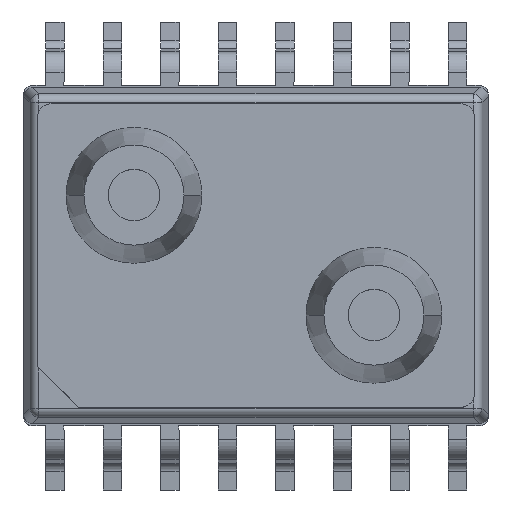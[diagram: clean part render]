
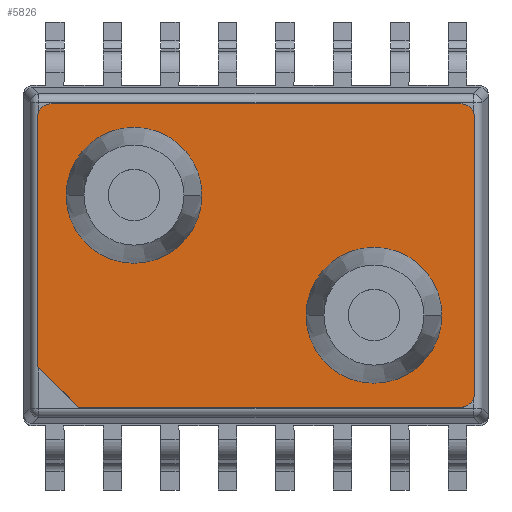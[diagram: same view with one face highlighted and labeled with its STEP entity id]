
A CAD part, top view. The second image highlights one B-rep face of the part: STEP entity #5826.
In plain terms, the highlighted planar face has unit normal (0, 0, 1).
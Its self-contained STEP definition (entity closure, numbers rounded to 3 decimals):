
#743=DIRECTION('',(0.,1.,0.));
#744=VECTOR('',#743,5.5);
#745=CARTESIAN_POINT('',(-4.825,-2.45,-5.));
#746=LINE('',#745,#744);
#759=DIRECTION('',(-1.,0.,0.));
#760=VECTOR('',#759,8.45);
#761=CARTESIAN_POINT('',(4.525,-3.35,-5.));
#762=LINE('',#761,#760);
#873=DIRECTION('',(0.,-1.,0.));
#874=VECTOR('',#873,6.1);
#875=CARTESIAN_POINT('',(4.825,3.05,-5.));
#876=LINE('',#875,#874);
#877=CARTESIAN_POINT('',(4.525,3.05,-5.));
#878=DIRECTION('',(0.,0.,1.));
#879=DIRECTION('',(1.,0.,0.));
#880=AXIS2_PLACEMENT_3D('',#877,#878,#879);
#882=CARTESIAN_POINT('',(4.525,-3.05,-5.));
#883=DIRECTION('',(0.,0.,1.));
#884=DIRECTION('',(0.,-1.,0.));
#885=AXIS2_PLACEMENT_3D('',#882,#883,#884);
#887=DIRECTION('',(0.707,-0.707,0.));
#888=VECTOR('',#887,1.273);
#889=CARTESIAN_POINT('',(-4.825,-2.45,-5.));
#890=LINE('',#889,#888);
#891=CARTESIAN_POINT('',(-4.525,3.05,-5.));
#892=DIRECTION('',(0.,0.,1.));
#893=DIRECTION('',(0.,1.,0.));
#894=AXIS2_PLACEMENT_3D('',#891,#892,#893);
#896=CARTESIAN_POINT('',(2.605,-1.325,-5.));
#897=DIRECTION('',(0.,0.,-1.));
#898=DIRECTION('',(0.,-1.,0.));
#899=AXIS2_PLACEMENT_3D('',#896,#897,#898);
#901=CARTESIAN_POINT('',(2.605,-1.325,-5.));
#902=DIRECTION('',(0.,0.,-1.));
#903=DIRECTION('',(0.,1.,0.));
#904=AXIS2_PLACEMENT_3D('',#901,#902,#903);
#906=CARTESIAN_POINT('',(-2.695,1.325,-5.));
#907=DIRECTION('',(0.,0.,-1.));
#908=DIRECTION('',(0.,-1.,0.));
#909=AXIS2_PLACEMENT_3D('',#906,#907,#908);
#911=CARTESIAN_POINT('',(-2.695,1.325,-5.));
#912=DIRECTION('',(0.,0.,-1.));
#913=DIRECTION('',(0.,1.,0.));
#914=AXIS2_PLACEMENT_3D('',#911,#912,#913);
#924=DIRECTION('',(1.,0.,0.));
#925=VECTOR('',#924,9.05);
#926=CARTESIAN_POINT('',(-4.525,3.35,-5.));
#927=LINE('',#926,#925);
#3859=CARTESIAN_POINT('',(-2.695,2.73,-5.));
#3860=CARTESIAN_POINT('',(-2.695,-0.08,-5.));
#3861=VERTEX_POINT('',#3859);
#3862=VERTEX_POINT('',#3860);
#3885=CARTESIAN_POINT('',(2.605,-2.73,-5.));
#3886=CARTESIAN_POINT('',(2.605,0.08,-5.));
#3887=VERTEX_POINT('',#3885);
#3888=VERTEX_POINT('',#3886);
#4095=CARTESIAN_POINT('',(4.525,-3.35,-5.));
#4096=CARTESIAN_POINT('',(-3.925,-3.35,-5.));
#4097=VERTEX_POINT('',#4095);
#4098=VERTEX_POINT('',#4096);
#4109=CARTESIAN_POINT('',(4.825,3.05,-5.));
#4110=CARTESIAN_POINT('',(4.825,-3.05,-5.));
#4111=VERTEX_POINT('',#4109);
#4112=VERTEX_POINT('',#4110);
#4171=CARTESIAN_POINT('',(-4.825,-2.45,-5.));
#4172=VERTEX_POINT('',#4171);
#4726=CARTESIAN_POINT('',(-4.825,3.05,-5.));
#4727=VERTEX_POINT('',#4726);
#4742=CARTESIAN_POINT('',(4.525,3.35,-5.));
#4743=VERTEX_POINT('',#4742);
#4753=CARTESIAN_POINT('',(-4.525,3.35,-5.));
#4754=VERTEX_POINT('',#4753);
#5798=CARTESIAN_POINT('',(0.,0.,-5.));
#5799=DIRECTION('',(0.,0.,1.));
#5800=DIRECTION('',(0.,-1.,0.));
#5801=AXIS2_PLACEMENT_3D('',#5798,#5799,#5800);
#5802=PLANE('',#5801);
#5804=ORIENTED_EDGE('',*,*,#5803,.T.);
#5805=ORIENTED_EDGE('',*,*,#5768,.F.);
#5806=ORIENTED_EDGE('',*,*,#5793,.T.);
#5807=ORIENTED_EDGE('',*,*,#5482,.F.);
#5808=ORIENTED_EDGE('',*,*,#5654,.T.);
#5809=ORIENTED_EDGE('',*,*,#5640,.F.);
#5810=ORIENTED_EDGE('',*,*,#5612,.T.);
#5811=ORIENTED_EDGE('',*,*,#5584,.F.);
#5812=EDGE_LOOP('',(#5804,#5805,#5806,#5807,#5808,#5809,#5810,#5811));
#5813=FACE_OUTER_BOUND('',#5812,.F.);
#5815=ORIENTED_EDGE('',*,*,#5814,.F.);
#5817=ORIENTED_EDGE('',*,*,#5816,.F.);
#5818=EDGE_LOOP('',(#5815,#5817));
#5819=FACE_BOUND('',#5818,.F.);
#5821=ORIENTED_EDGE('',*,*,#5820,.F.);
#5823=ORIENTED_EDGE('',*,*,#5822,.F.);
#5824=EDGE_LOOP('',(#5821,#5823));
#5825=FACE_BOUND('',#5824,.F.);
#881=CIRCLE('',#880,0.3);
#886=CIRCLE('',#885,0.3);
#895=CIRCLE('',#894,0.3);
#900=CIRCLE('',#899,1.405);
#905=CIRCLE('',#904,1.405);
#910=CIRCLE('',#909,1.405);
#915=CIRCLE('',#914,1.405);
#5482=EDGE_CURVE('',#4097,#4112,#886,.T.);
#5584=EDGE_CURVE('',#4754,#4727,#895,.T.);
#5612=EDGE_CURVE('',#4172,#4727,#746,.T.);
#5640=EDGE_CURVE('',#4172,#4098,#890,.T.);
#5654=EDGE_CURVE('',#4097,#4098,#762,.T.);
#5768=EDGE_CURVE('',#4111,#4743,#881,.T.);
#5793=EDGE_CURVE('',#4111,#4112,#876,.T.);
#5803=EDGE_CURVE('',#4754,#4743,#927,.T.);
#5814=EDGE_CURVE('',#3887,#3888,#900,.T.);
#5816=EDGE_CURVE('',#3888,#3887,#905,.T.);
#5820=EDGE_CURVE('',#3862,#3861,#910,.T.);
#5822=EDGE_CURVE('',#3861,#3862,#915,.T.);
#5826=ADVANCED_FACE('',(#5813,#5819,#5825),#5802,.T.);
